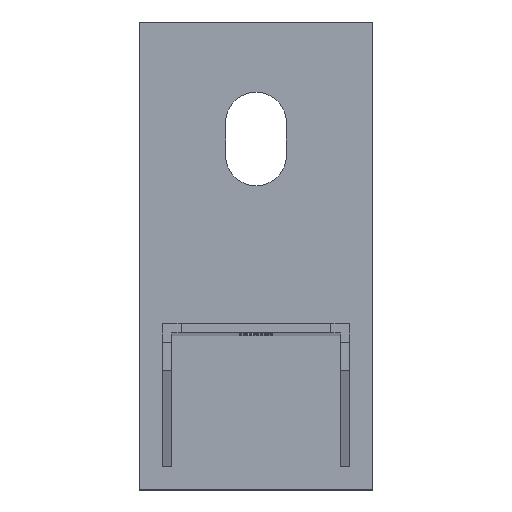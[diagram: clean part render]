
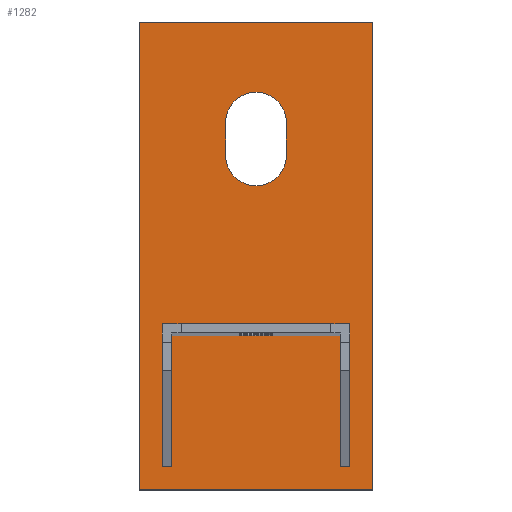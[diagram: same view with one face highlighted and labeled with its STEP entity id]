
A CAD part, top view. The second image highlights one B-rep face of the part: STEP entity #1282.
In plain terms, the highlighted planar face has unit normal (0, 0, 1).
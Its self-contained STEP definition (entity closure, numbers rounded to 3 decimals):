
#9 = DIRECTION ( 'NONE',  ( 1., 0., 0. ) ) ;
#18 = VECTOR ( 'NONE', #808, 1000. ) ;
#19 = EDGE_CURVE ( 'NONE', #1531, #470, #1198, .T. ) ;
#35 = CIRCLE ( 'NONE', #856, 6.5 ) ;
#98 = ORIENTED_EDGE ( 'NONE', *, *, #227, .F. ) ;
#108 = DIRECTION ( 'NONE',  ( 1., 0., 0. ) ) ;
#166 = DIRECTION ( 'NONE',  ( 0., 0., 1. ) ) ;
#215 = CARTESIAN_POINT ( 'NONE',  ( 6.5, 0., 8. ) ) ;
#227 = EDGE_CURVE ( 'NONE', #550, #762, #1588, .T. ) ;
#251 = DIRECTION ( 'NONE',  ( 0., -1., 0. ) ) ;
#255 = LINE ( 'NONE', #529, #1015 ) ;
#290 = VERTEX_POINT ( 'NONE', #945 ) ;
#303 = CARTESIAN_POINT ( 'NONE',  ( 6.5, 0., 8. ) ) ;
#323 = ORIENTED_EDGE ( 'NONE', *, *, #1610, .F. ) ;
#326 = CARTESIAN_POINT ( 'NONE',  ( -25., -78.5, 8. ) ) ;
#346 = ORIENTED_EDGE ( 'NONE', *, *, #1120, .F. ) ;
#416 = VECTOR ( 'NONE', #694, 1000. ) ;
#433 = VERTEX_POINT ( 'NONE', #998 ) ;
#464 = VERTEX_POINT ( 'NONE', #1445 ) ;
#467 = DIRECTION ( 'NONE',  ( 0., 1., 0. ) ) ;
#470 = VERTEX_POINT ( 'NONE', #1440 ) ;
#474 = CARTESIAN_POINT ( 'NONE',  ( -25., -78.5, 8. ) ) ;
#518 = VECTOR ( 'NONE', #467, 1000. ) ;
#529 = CARTESIAN_POINT ( 'NONE',  ( -25., 21.5, 8. ) ) ;
#547 = AXIS2_PLACEMENT_3D ( 'NONE', #326, #1080, #1343 ) ;
#550 = VERTEX_POINT ( 'NONE', #909 ) ;
#601 = EDGE_CURVE ( 'NONE', #470, #1340, #1402, .T. ) ;
#640 = ORIENTED_EDGE ( 'NONE', *, *, #1029, .F. ) ;
#678 = VECTOR ( 'NONE', #1640, 1000. ) ;
#694 = DIRECTION ( 'NONE',  ( -1., 0., 0. ) ) ;
#699 = CARTESIAN_POINT ( 'NONE',  ( -25., 21.5, 8. ) ) ;
#738 = CARTESIAN_POINT ( 'NONE',  ( -6.5, 0., 8. ) ) ;
#752 = LINE ( 'NONE', #699, #416 ) ;
#762 = VERTEX_POINT ( 'NONE', #215 ) ;
#796 = AXIS2_PLACEMENT_3D ( 'NONE', #1447, #166, #9 ) ;
#808 = DIRECTION ( 'NONE',  ( 0., 1., 0. ) ) ;
#810 = FACE_OUTER_BOUND ( 'NONE', #1183, .T. ) ;
#843 = ORIENTED_EDGE ( 'NONE', *, *, #1280, .T. ) ;
#856 = AXIS2_PLACEMENT_3D ( 'NONE', #1550, #1156, #108 ) ;
#864 = ORIENTED_EDGE ( 'NONE', *, *, #601, .T. ) ;
#890 = CIRCLE ( 'NONE', #796, 6.5 ) ;
#909 = CARTESIAN_POINT ( 'NONE',  ( 6.5, -7., 8. ) ) ;
#921 = EDGE_LOOP ( 'NONE', ( #323, #346, #98, #640 ) ) ;
#942 = CARTESIAN_POINT ( 'NONE',  ( 25., 21.5, 8. ) ) ;
#945 = CARTESIAN_POINT ( 'NONE',  ( -6.5, -7., 8. ) ) ;
#998 = CARTESIAN_POINT ( 'NONE',  ( -25., 21.5, 8. ) ) ;
#1015 = VECTOR ( 'NONE', #251, 1000. ) ;
#1023 = DIRECTION ( 'NONE',  ( 1., 0., 0. ) ) ;
#1029 = EDGE_CURVE ( 'NONE', #290, #550, #35, .T. ) ;
#1080 = DIRECTION ( 'NONE',  ( 0., 0., 1. ) ) ;
#1088 = EDGE_CURVE ( 'NONE', #433, #1531, #255, .T. ) ;
#1095 = LINE ( 'NONE', #738, #678 ) ;
#1115 = FACE_BOUND ( 'NONE', #921, .T. ) ;
#1120 = EDGE_CURVE ( 'NONE', #762, #464, #890, .T. ) ;
#1156 = DIRECTION ( 'NONE',  ( 0., 0., 1. ) ) ;
#1183 = EDGE_LOOP ( 'NONE', ( #1315, #1391, #864, #843 ) ) ;
#1198 = LINE ( 'NONE', #1530, #1547 ) ;
#1280 = EDGE_CURVE ( 'NONE', #1340, #433, #752, .T. ) ;
#1282 = ADVANCED_FACE ( 'NONE', ( #810, #1115 ), #1602, .T. ) ;
#1315 = ORIENTED_EDGE ( 'NONE', *, *, #1088, .T. ) ;
#1340 = VERTEX_POINT ( 'NONE', #1359 ) ;
#1343 = DIRECTION ( 'NONE',  ( 1., 0., 0. ) ) ;
#1359 = CARTESIAN_POINT ( 'NONE',  ( 25., 21.5, 8. ) ) ;
#1391 = ORIENTED_EDGE ( 'NONE', *, *, #19, .T. ) ;
#1402 = LINE ( 'NONE', #942, #18 ) ;
#1440 = CARTESIAN_POINT ( 'NONE',  ( 25., -78.5, 8. ) ) ;
#1445 = CARTESIAN_POINT ( 'NONE',  ( -6.5, 0., 8. ) ) ;
#1447 = CARTESIAN_POINT ( 'NONE',  ( 0., 0., 8. ) ) ;
#1530 = CARTESIAN_POINT ( 'NONE',  ( -25., -78.5, 8. ) ) ;
#1531 = VERTEX_POINT ( 'NONE', #474 ) ;
#1547 = VECTOR ( 'NONE', #1023, 1000. ) ;
#1550 = CARTESIAN_POINT ( 'NONE',  ( 0., -7., 8. ) ) ;
#1588 = LINE ( 'NONE', #303, #518 ) ;
#1602 = PLANE ( 'NONE',  #547 ) ;
#1610 = EDGE_CURVE ( 'NONE', #464, #290, #1095, .T. ) ;
#1640 = DIRECTION ( 'NONE',  ( 0., -1., 0. ) ) ;
